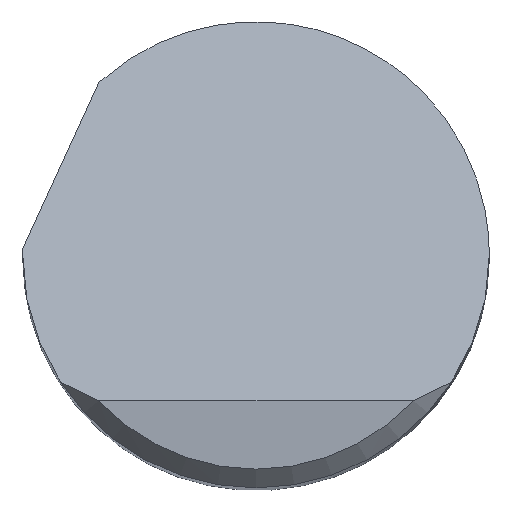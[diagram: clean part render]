
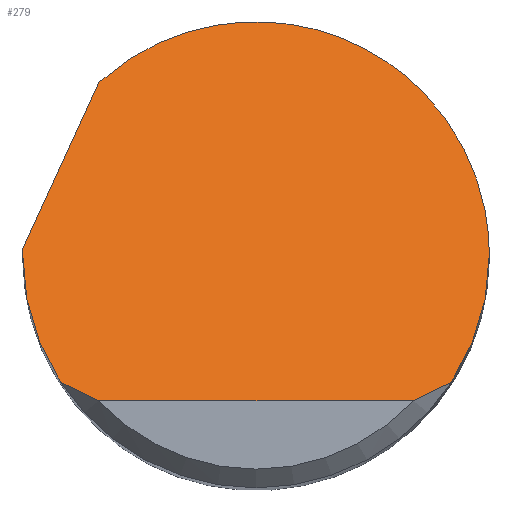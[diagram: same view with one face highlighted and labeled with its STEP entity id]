
A CAD part, top view. The second image highlights one B-rep face of the part: STEP entity #279.
In plain terms, the highlighted planar face has unit normal (0, 0.707, 0.707).
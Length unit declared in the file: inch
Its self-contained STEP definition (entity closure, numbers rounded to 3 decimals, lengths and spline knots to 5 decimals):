
#7 = CARTESIAN_POINT ( 'NONE',  ( -0.18748, 0.00333, 1.87917 ) ) ;
#19 = VECTOR ( 'NONE', #337, 39.37008 ) ;
#28 = CARTESIAN_POINT ( 'NONE',  ( 0.014, 0.26635, 1.61615 ) ) ;
#43 = VECTOR ( 'NONE', #319, 39.37008 ) ;
#48 = EDGE_CURVE ( 'NONE', #153, #614, #127, .T. ) ;
#68 = B_SPLINE_CURVE_WITH_KNOTS ( 'NONE', 3,
 ( #447, #564, #99, #206 ),
 .UNSPECIFIED., .F., .F.,
 ( 4, 4 ),
 ( 0., 0.00095 ),
 .UNSPECIFIED. ) ;
#82 = B_SPLINE_CURVE_WITH_KNOTS ( 'NONE', 3,
 ( #110, #405, #632, #516 ),
 .UNSPECIFIED., .F., .F.,
 ( 4, 4 ),
 ( 0., 0.00095 ),
 .UNSPECIFIED. ) ;
#88 = FACE_OUTER_BOUND ( 'NONE', #582, .T. ) ;
#97 = ORIENTED_EDGE ( 'NONE', *, *, #659, .F. ) ;
#99 = CARTESIAN_POINT ( 'NONE',  ( 0.14711, -0.10785, 1.99035 ) ) ;
#110 = CARTESIAN_POINT ( 'NONE',  ( -0.157, -0.1025, 1.985 ) ) ;
#116 = EDGE_CURVE ( 'NONE', #577, #230, #437, .T. ) ;
#127 =( BOUNDED_CURVE ( )  B_SPLINE_CURVE ( 3, ( #609, #597, #297, #418 ),
 .UNSPECIFIED., .F., .T. ) 
 B_SPLINE_CURVE_WITH_KNOTS ( ( 4, 4 ),
 ( 1.5708, 2.14917 ),
 .UNSPECIFIED. ) 
 CURVE ( )  GEOMETRIC_REPRESENTATION_ITEM ( )  RATIONAL_B_SPLINE_CURVE ( ( 1., 0.972, 0.972, 1. ) ) 
 REPRESENTATION_ITEM ( '' )  );
#153 = VERTEX_POINT ( 'NONE', #553 ) ;
#159 = CARTESIAN_POINT ( 'NONE',  ( 0.1875, 0., 1.8825 ) ) ;
#161 = EDGE_CURVE ( 'NONE', #230, #614, #68, .T. ) ;
#163 = DIRECTION ( 'NONE',  ( 0., 0.707, -0.707 ) ) ;
#168 = CARTESIAN_POINT ( 'NONE',  ( -0.1875, -0.1175, 2. ) ) ;
#195 = CARTESIAN_POINT ( 'NONE',  ( -0.1875, 0., 1.8825 ) ) ;
#201 = ORIENTED_EDGE ( 'NONE', *, *, #682, .F. ) ;
#206 = CARTESIAN_POINT ( 'NONE',  ( 0.157, -0.1025, 1.985 ) ) ;
#211 = CARTESIAN_POINT ( 'NONE',  ( -0.157, -0.1025, 1.985 ) ) ;
#230 = VERTEX_POINT ( 'NONE', #327 ) ;
#253 = ORIENTED_EDGE ( 'NONE', *, *, #312, .T. ) ;
#279 = ADVANCED_FACE ( 'NONE', ( #88 ), #513, .F. ) ;
#282 = ORIENTED_EDGE ( 'NONE', *, *, #475, .F. ) ;
#286 = CARTESIAN_POINT ( 'NONE',  ( -0.23821, -0.10589, 1.98839 ) ) ;
#289 =( BOUNDED_CURVE ( )  B_SPLINE_CURVE ( 3, ( #195, #429, #7, #649 ),
 .UNSPECIFIED., .F., .T. ) 
 B_SPLINE_CURVE_WITH_KNOTS ( ( 4, 4 ),
 ( 4.71239, 4.73906 ),
 .UNSPECIFIED. ) 
 CURVE ( )  GEOMETRIC_REPRESENTATION_ITEM ( )  RATIONAL_B_SPLINE_CURVE ( ( 1., 1., 1., 1. ) ) 
 REPRESENTATION_ITEM ( '' )  );
#297 = CARTESIAN_POINT ( 'NONE',  ( 0.17704, -0.0718, 1.9543 ) ) ;
#312 = EDGE_CURVE ( 'NONE', #343, #577, #82, .T. ) ;
#319 = DIRECTION ( 'NONE',  ( 1., 0., 0. ) ) ;
#321 =( BOUNDED_CURVE ( )  B_SPLINE_CURVE ( 3, ( #492, #28, #506, #159 ),
 .UNSPECIFIED., .F., .T. ) 
 B_SPLINE_CURVE_WITH_KNOTS ( ( 4, 4 ),
 ( 5.54449, 7.85398 ),
 .UNSPECIFIED. ) 
 CURVE ( )  GEOMETRIC_REPRESENTATION_ITEM ( )  RATIONAL_B_SPLINE_CURVE ( ( 1., 0.603, 0.603, 1. ) ) 
 REPRESENTATION_ITEM ( '' )  );
#327 = CARTESIAN_POINT ( 'NONE',  ( 0.12629, -0.1175, 2. ) ) ;
#337 = DIRECTION ( 'NONE',  ( 0.308, 0.673, -0.673 ) ) ;
#343 = VERTEX_POINT ( 'NONE', #462 ) ;
#344 = CARTESIAN_POINT ( 'NONE',  ( -0.17704, -0.0718, 1.9543 ) ) ;
#352 = ORIENTED_EDGE ( 'NONE', *, *, #523, .F. ) ;
#369 = ORIENTED_EDGE ( 'NONE', *, *, #48, .F. ) ;
#386 = CARTESIAN_POINT ( 'NONE',  ( 0., -0.1175, 2. ) ) ;
#396 = CARTESIAN_POINT ( 'NONE',  ( -0.1875, 0., 1.8825 ) ) ;
#404 = CARTESIAN_POINT ( 'NONE',  ( -0.1875, -0.03666, 1.91916 ) ) ;
#405 = CARTESIAN_POINT ( 'NONE',  ( -0.14711, -0.10785, 1.99035 ) ) ;
#418 = CARTESIAN_POINT ( 'NONE',  ( 0.157, -0.1025, 1.985 ) ) ;
#429 = CARTESIAN_POINT ( 'NONE',  ( -0.1875, 0.00167, 1.88083 ) ) ;
#437 = LINE ( 'NONE', #386, #43 ) ;
#440 = VERTEX_POINT ( 'NONE', #539 ) ;
#447 = CARTESIAN_POINT ( 'NONE',  ( 0.12629, -0.1175, 2. ) ) ;
#462 = CARTESIAN_POINT ( 'NONE',  ( -0.157, -0.1025, 1.985 ) ) ;
#475 = EDGE_CURVE ( 'NONE', #601, #548, #289, .T. ) ;
#492 = CARTESIAN_POINT ( 'NONE',  ( -0.12625, 0.13863, 1.74387 ) ) ;
#504 =( BOUNDED_CURVE ( )  B_SPLINE_CURVE ( 3, ( #211, #344, #404, #629 ),
 .UNSPECIFIED., .F., .F. ) 
 B_SPLINE_CURVE_WITH_KNOTS ( ( 4, 4 ),
 ( 4.13401, 4.71239 ),
 .UNSPECIFIED. ) 
 CURVE ( )  GEOMETRIC_REPRESENTATION_ITEM ( )  RATIONAL_B_SPLINE_CURVE ( ( 1., 0.972, 0.972, 1. ) ) 
 REPRESENTATION_ITEM ( '' )  );
#506 = CARTESIAN_POINT ( 'NONE',  ( 0.1875, 0.18969, 1.69281 ) ) ;
#513 = PLANE ( 'NONE',  #542 ) ;
#514 = ORIENTED_EDGE ( 'NONE', *, *, #116, .T. ) ;
#516 = CARTESIAN_POINT ( 'NONE',  ( -0.12629, -0.1175, 2. ) ) ;
#523 = EDGE_CURVE ( 'NONE', #440, #153, #321, .T. ) ;
#539 = CARTESIAN_POINT ( 'NONE',  ( -0.12625, 0.13863, 1.74387 ) ) ;
#542 = AXIS2_PLACEMENT_3D ( 'NONE', #168, #641, #163 ) ;
#548 = VERTEX_POINT ( 'NONE', #740 ) ;
#551 = CARTESIAN_POINT ( 'NONE',  ( -0.12629, -0.1175, 2. ) ) ;
#553 = CARTESIAN_POINT ( 'NONE',  ( 0.1875, 0., 1.8825 ) ) ;
#564 = CARTESIAN_POINT ( 'NONE',  ( 0.1369, -0.11288, 1.99538 ) ) ;
#577 = VERTEX_POINT ( 'NONE', #551 ) ;
#582 = EDGE_LOOP ( 'NONE', ( #514, #710, #369, #352, #201, #282, #97, #253 ) ) ;
#597 = CARTESIAN_POINT ( 'NONE',  ( 0.1875, -0.03666, 1.91916 ) ) ;
#601 = VERTEX_POINT ( 'NONE', #396 ) ;
#609 = CARTESIAN_POINT ( 'NONE',  ( 0.1875, 0., 1.8825 ) ) ;
#614 = VERTEX_POINT ( 'NONE', #631 ) ;
#629 = CARTESIAN_POINT ( 'NONE',  ( -0.1875, 0., 1.8825 ) ) ;
#631 = CARTESIAN_POINT ( 'NONE',  ( 0.157, -0.1025, 1.985 ) ) ;
#632 = CARTESIAN_POINT ( 'NONE',  ( -0.1369, -0.11288, 1.99538 ) ) ;
#641 = DIRECTION ( 'NONE',  ( 0., -0.707, -0.707 ) ) ;
#649 = CARTESIAN_POINT ( 'NONE',  ( -0.18743, 0.005, 1.8775 ) ) ;
#659 = EDGE_CURVE ( 'NONE', #343, #601, #504, .T. ) ;
#682 = EDGE_CURVE ( 'NONE', #548, #440, #686, .T. ) ;
#686 = LINE ( 'NONE', #286, #19 ) ;
#710 = ORIENTED_EDGE ( 'NONE', *, *, #161, .T. ) ;
#740 = CARTESIAN_POINT ( 'NONE',  ( -0.18743, 0.005, 1.8775 ) ) ;
